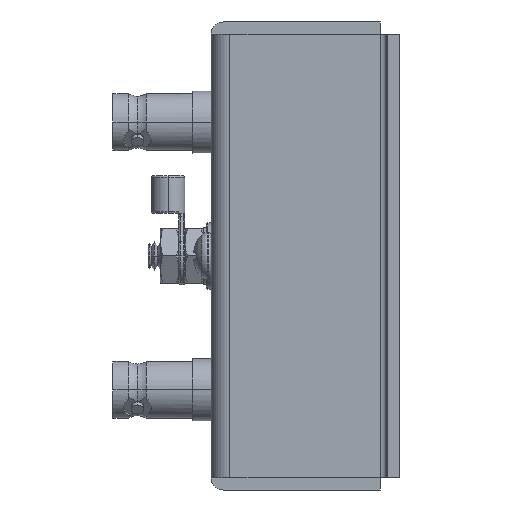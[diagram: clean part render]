
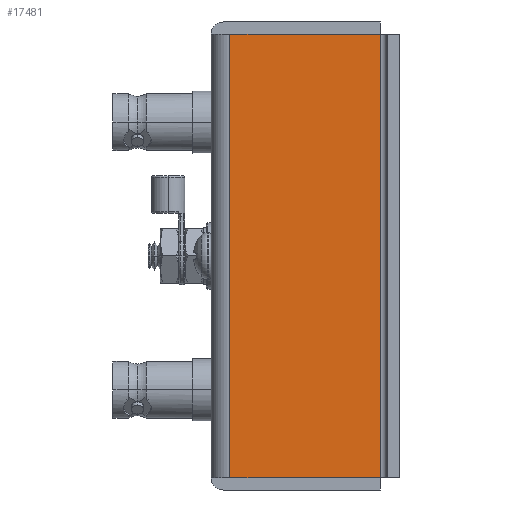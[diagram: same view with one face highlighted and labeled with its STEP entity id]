
A CAD part, left-side view. The second image highlights one B-rep face of the part: STEP entity #17481.
In plain terms, the highlighted planar face has unit normal (-1, 0, 0).
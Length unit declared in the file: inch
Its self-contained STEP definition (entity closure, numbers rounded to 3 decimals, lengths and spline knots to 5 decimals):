
#1461 = AXIS2_PLACEMENT_3D ( 'NONE', #22152, #22158, #22159 ) ;
#4984 = LINE ( 'NONE', #25440, #4988 ) ;
#4988 = VECTOR ( 'NONE', #25436, 39.37008 ) ;
#5030 = LINE ( 'NONE', #25530, #5033 ) ;
#5033 = VECTOR ( 'NONE', #25531, 39.37008 ) ;
#5034 = LINE ( 'NONE', #25521, #5036 ) ;
#5035 = LINE ( 'NONE', #25536, #5038 ) ;
#5036 = VECTOR ( 'NONE', #25522, 39.37008 ) ;
#5038 = VECTOR ( 'NONE', #25537, 39.37008 ) ;
#7142 = FACE_OUTER_BOUND ( 'NONE', #30671, .T. ) ;
#13605 = CARTESIAN_POINT ( 'NONE',  ( -1.6, -1.125, -1.475 ) ) ;
#13606 = CARTESIAN_POINT ( 'NONE',  ( -1.6, -0.125, -1.475 ) ) ;
#13617 = CARTESIAN_POINT ( 'NONE',  ( -1.6, -0.125, 1.475 ) ) ;
#13620 = CARTESIAN_POINT ( 'NONE',  ( -1.6, -1.125, 1.475 ) ) ;
#14791 = EDGE_CURVE ( 'NONE', #26114, #26113, #4984, .T. ) ;
#14818 = EDGE_CURVE ( 'NONE', #26125, #26114, #5030, .T. ) ;
#14820 = EDGE_CURVE ( 'NONE', #26128, #26113, #5034, .T. ) ;
#14821 = EDGE_CURVE ( 'NONE', #26125, #26128, #5035, .T. ) ;
#15850 = ORIENTED_EDGE ( 'NONE', *, *, #14818, .T. ) ;
#15879 = ORIENTED_EDGE ( 'NONE', *, *, #14820, .F. ) ;
#15899 = ORIENTED_EDGE ( 'NONE', *, *, #14821, .F. ) ;
#16032 = ORIENTED_EDGE ( 'NONE', *, *, #14791, .T. ) ;
#17481 = ADVANCED_FACE ( 'NONE', ( #7142 ), #22148, .F. ) ;
#22148 = PLANE ( 'NONE',  #1461 ) ;
#22152 = CARTESIAN_POINT ( 'NONE',  ( -1.6, -0.125, 1.475 ) ) ;
#22158 = DIRECTION ( 'NONE',  ( 1., 0., 0. ) ) ;
#22159 = DIRECTION ( 'NONE',  ( 0., 1., 0. ) ) ;
#25436 = DIRECTION ( 'NONE',  ( 0., -1., 0. ) ) ;
#25440 = CARTESIAN_POINT ( 'NONE',  ( -1.6, -0.125, -1.475 ) ) ;
#25521 = CARTESIAN_POINT ( 'NONE',  ( -1.6, -1.125, 1.475 ) ) ;
#25522 = DIRECTION ( 'NONE',  ( 0., 0., -1. ) ) ;
#25530 = CARTESIAN_POINT ( 'NONE',  ( -1.6, -0.125, 1.475 ) ) ;
#25531 = DIRECTION ( 'NONE',  ( 0., 0., -1. ) ) ;
#25536 = CARTESIAN_POINT ( 'NONE',  ( -1.6, -0.125, 1.475 ) ) ;
#25537 = DIRECTION ( 'NONE',  ( 0., -1., 0. ) ) ;
#26113 = VERTEX_POINT ( 'NONE', #13605 ) ;
#26114 = VERTEX_POINT ( 'NONE', #13606 ) ;
#26125 = VERTEX_POINT ( 'NONE', #13617 ) ;
#26128 = VERTEX_POINT ( 'NONE', #13620 ) ;
#30671 = EDGE_LOOP ( 'NONE', ( #16032, #15879, #15899, #15850 ) ) ;
